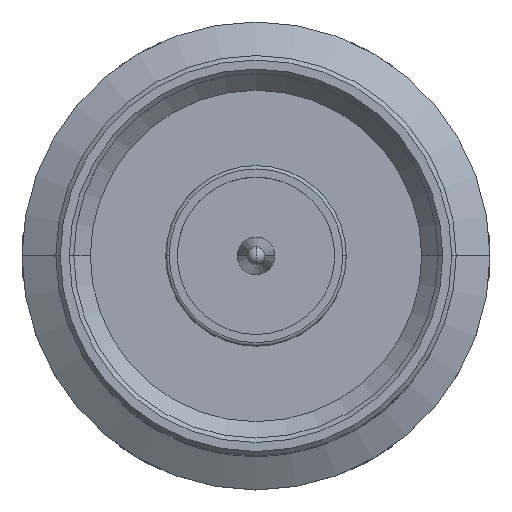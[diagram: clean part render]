
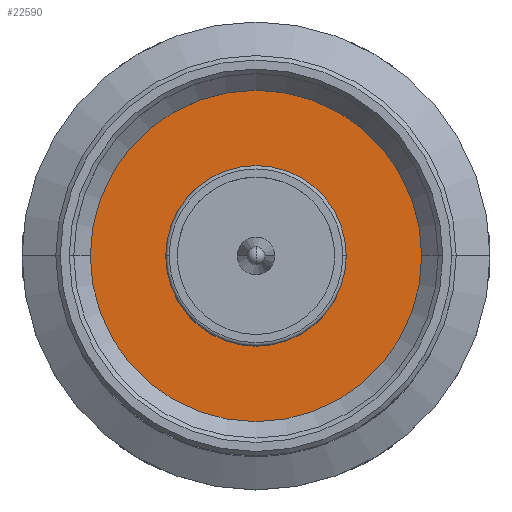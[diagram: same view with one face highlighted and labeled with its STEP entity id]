
A CAD part, top view. The second image highlights one B-rep face of the part: STEP entity #22590.
In plain terms, the highlighted planar face has unit normal (0, 0, 1).
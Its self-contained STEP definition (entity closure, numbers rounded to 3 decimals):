
#1814 = ORIENTED_EDGE ( 'NONE', *, *, #22065, .T. ) ;
#1815 = ORIENTED_EDGE ( 'NONE', *, *, #21132, .T. ) ;
#1816 = ORIENTED_EDGE ( 'NONE', *, *, #6498, .T. ) ;
#1817 = ORIENTED_EDGE ( 'NONE', *, *, #6316, .T. ) ;
#5252 = CARTESIAN_POINT ( 'NONE',  ( 0., 0., -4.439 ) ) ;
#5253 = DIRECTION ( 'NONE',  ( 0., 0., -1. ) ) ;
#5254 = DIRECTION ( 'NONE',  ( -1., 0., 0. ) ) ;
#5816 = CARTESIAN_POINT ( 'NONE',  ( 0., 0., -4.439 ) ) ;
#5817 = DIRECTION ( 'NONE',  ( 0., 0., -1. ) ) ;
#5818 = DIRECTION ( 'NONE',  ( -1., 0., 0. ) ) ;
#6316 = EDGE_CURVE ( 'NONE', #23169, #23166, #13733, .T. ) ;
#6498 = EDGE_CURVE ( 'NONE', #23166, #23169, #13948, .T. ) ;
#6532 = AXIS2_PLACEMENT_3D ( 'NONE', #22871, #22872, #22873 ) ;
#6592 = AXIS2_PLACEMENT_3D ( 'NONE', #16734, #16735, #16736 ) ;
#7102 = DIRECTION ( 'NONE',  ( 0., 0., -1. ) ) ;
#7111 = CARTESIAN_POINT ( 'NONE',  ( 0., 0., -4.439 ) ) ;
#7113 = PLANE ( 'NONE',  #17563 ) ;
#7115 = DIRECTION ( 'NONE',  ( -1., 0., 0. ) ) ;
#13733 = CIRCLE ( 'NONE', #6532, 7.366 ) ;
#13948 = CIRCLE ( 'NONE', #6592, 7.366 ) ;
#15601 = CARTESIAN_POINT ( 'NONE',  ( -4.01, 0., -4.439 ) ) ;
#15610 = CARTESIAN_POINT ( 'NONE',  ( 4.01, 0., -4.439 ) ) ;
#15784 = CARTESIAN_POINT ( 'NONE',  ( 7.366, 0., -4.439 ) ) ;
#15787 = CARTESIAN_POINT ( 'NONE',  ( -7.366, 0., -4.439 ) ) ;
#16734 = CARTESIAN_POINT ( 'NONE',  ( 0., 0., -4.439 ) ) ;
#16735 = DIRECTION ( 'NONE',  ( 0., 0., 1. ) ) ;
#16736 = DIRECTION ( 'NONE',  ( -1., 0., 0. ) ) ;
#17563 = AXIS2_PLACEMENT_3D ( 'NONE', #7111, #7102, #7115 ) ;
#18769 = EDGE_LOOP ( 'NONE', ( #1817, #1816 ) ) ;
#18875 = EDGE_LOOP ( 'NONE', ( #1815, #1814 ) ) ;
#19005 = FACE_OUTER_BOUND ( 'NONE', #18769, .T. ) ;
#19009 = FACE_BOUND ( 'NONE', #18875, .T. ) ;
#19741 = AXIS2_PLACEMENT_3D ( 'NONE', #5252, #5253, #5254 ) ;
#19785 = AXIS2_PLACEMENT_3D ( 'NONE', #5816, #5817, #5818 ) ;
#21132 = EDGE_CURVE ( 'NONE', #22992, #22983, #22083, .T. ) ;
#22065 = EDGE_CURVE ( 'NONE', #22983, #22992, #22174, .T. ) ;
#22083 = CIRCLE ( 'NONE', #19741, 4.01 ) ;
#22174 = CIRCLE ( 'NONE', #19785, 4.01 ) ;
#22590 = ADVANCED_FACE ( 'NONE', ( #19005, #19009 ), #7113, .F. ) ;
#22871 = CARTESIAN_POINT ( 'NONE',  ( 0., 0., -4.439 ) ) ;
#22872 = DIRECTION ( 'NONE',  ( 0., 0., 1. ) ) ;
#22873 = DIRECTION ( 'NONE',  ( -1., 0., 0. ) ) ;
#22983 = VERTEX_POINT ( 'NONE', #15601 ) ;
#22992 = VERTEX_POINT ( 'NONE', #15610 ) ;
#23166 = VERTEX_POINT ( 'NONE', #15784 ) ;
#23169 = VERTEX_POINT ( 'NONE', #15787 ) ;
